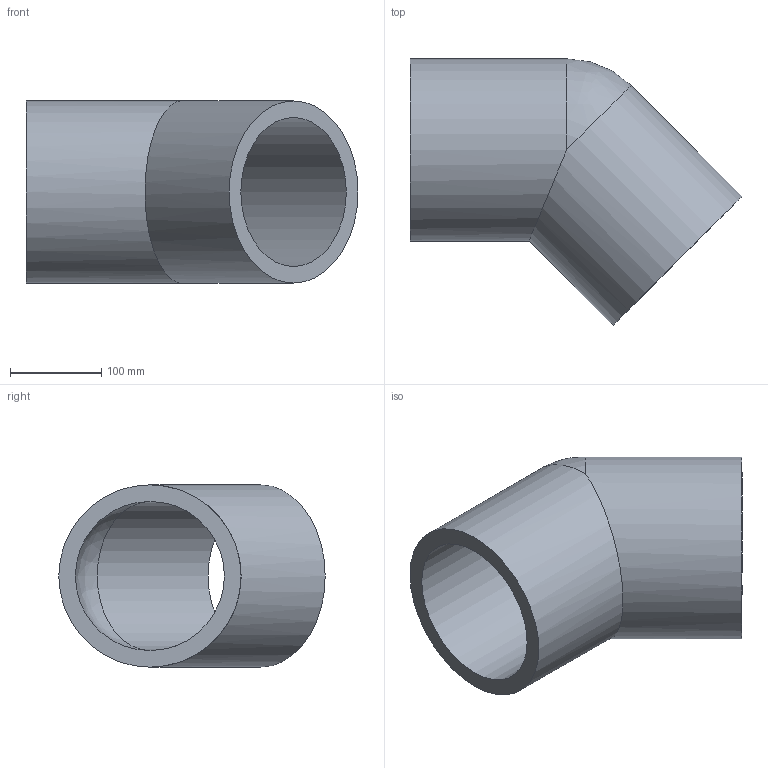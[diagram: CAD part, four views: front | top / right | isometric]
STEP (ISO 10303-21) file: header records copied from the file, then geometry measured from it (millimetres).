
FILE_DESCRIPTION (( 'STEP AP203' ), '1' );
FILE_NAME ('581244080.STEP', '2017-07-27T18:45:22', ( '' ), ( '' ), 'SwSTEP 2.0', 'SolidWorks 2017', '' );
FILE_SCHEMA (( 'CONFIG_CONTROL_DESIGN' ));
Length unit declared in the file: inch
Products named in the file (1): 581244080
Bounding box: 364.33 x 292.33 x 200 mm (x, y, z)
Volume: 3562728.3 mm3; surface area: 412295.2 mm2
Topology: 1 solids, 1 shells, 8 faces, 17 edges, 11 vertices
Faces by surface type: cylinder 4, bspline 2, plane 2
Full cylindrical faces by diameter (mm): 163.6 x2, 200 x2
Entity records: 303 total; most frequent: CARTESIAN_POINT 87, DIRECTION 30, ORIENTED_EDGE 20, AXIS2_PLACEMENT_3D 15, EDGE_LOOP 14, FACE_OUTER_BOUND 12, EDGE_CURVE 10, VERTEX_POINT 8
